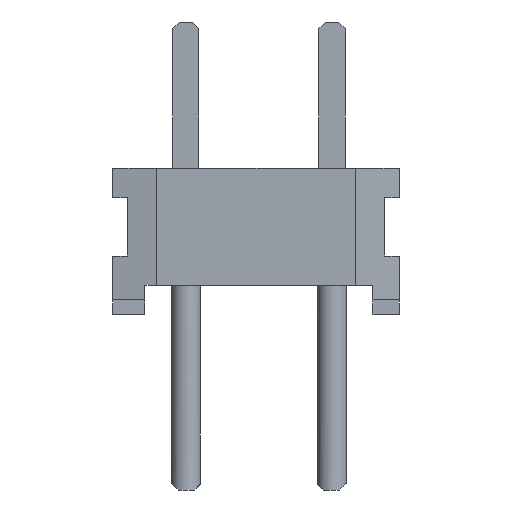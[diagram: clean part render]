
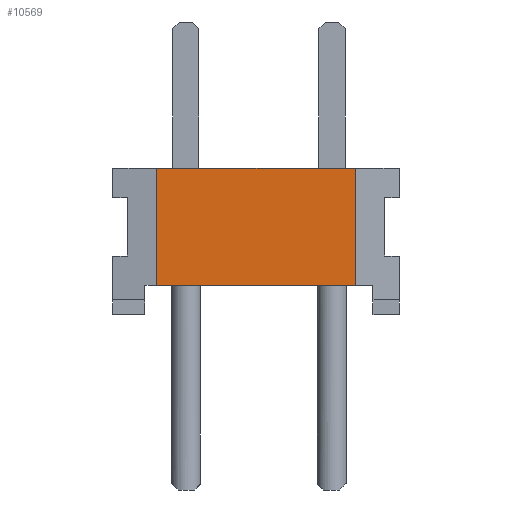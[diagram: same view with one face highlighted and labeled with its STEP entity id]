
A CAD part, left-side view. The second image highlights one B-rep face of the part: STEP entity #10569.
In plain terms, the highlighted planar face has unit normal (-1, 0, 0).
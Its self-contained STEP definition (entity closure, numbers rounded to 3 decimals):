
#10569 = ADVANCED_FACE('',(#10570),#10604,.F.);
#10570 = FACE_BOUND('',#10571,.T.);
#10571 = EDGE_LOOP('',(#10572,#10582,#10590,#10598));
#10572 = ORIENTED_EDGE('',*,*,#10573,.F.);
#10573 = EDGE_CURVE('',#10574,#10576,#10578,.T.);
#10574 = VERTEX_POINT('',#10575);
#10575 = CARTESIAN_POINT('',(-12.065,1.778,2.54));
#10576 = VERTEX_POINT('',#10577);
#10577 = CARTESIAN_POINT('',(-12.065,-1.676,2.54));
#10578 = LINE('',#10579,#10580);
#10579 = CARTESIAN_POINT('',(-12.065,2.54,2.54));
#10580 = VECTOR('',#10581,1.);
#10581 = DIRECTION('',(0.,-1.,0.));
#10582 = ORIENTED_EDGE('',*,*,#10583,.T.);
#10583 = EDGE_CURVE('',#10574,#10584,#10586,.T.);
#10584 = VERTEX_POINT('',#10585);
#10585 = CARTESIAN_POINT('',(-12.065,1.778,0.508));
#10586 = LINE('',#10587,#10588);
#10587 = CARTESIAN_POINT('',(-12.065,1.778,2.54));
#10588 = VECTOR('',#10589,1.);
#10589 = DIRECTION('',(0.,0.,-1.));
#10590 = ORIENTED_EDGE('',*,*,#10591,.T.);
#10591 = EDGE_CURVE('',#10584,#10592,#10594,.T.);
#10592 = VERTEX_POINT('',#10593);
#10593 = CARTESIAN_POINT('',(-12.065,-1.676,0.508));
#10594 = LINE('',#10595,#10596);
#10595 = CARTESIAN_POINT('',(-12.065,1.981,0.508));
#10596 = VECTOR('',#10597,1.);
#10597 = DIRECTION('',(0.,-1.,0.));
#10598 = ORIENTED_EDGE('',*,*,#10599,.T.);
#10599 = EDGE_CURVE('',#10592,#10576,#10600,.T.);
#10600 = LINE('',#10601,#10602);
#10601 = CARTESIAN_POINT('',(-12.065,-1.676,2.54));
#10602 = VECTOR('',#10603,1.);
#10603 = DIRECTION('',(0.,0.,1.));
#10604 = PLANE('',#10605);
#10605 = AXIS2_PLACEMENT_3D('',#10606,#10607,#10608);
#10606 = CARTESIAN_POINT('',(-12.065,2.54,2.54));
#10607 = DIRECTION('',(1.,0.,0.));
#10608 = DIRECTION('',(0.,1.,0.));
